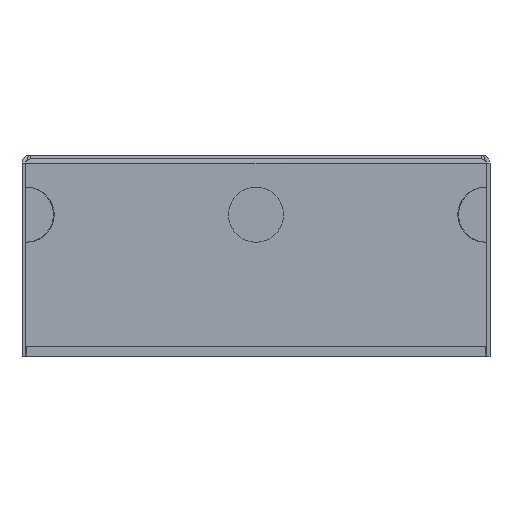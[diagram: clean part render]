
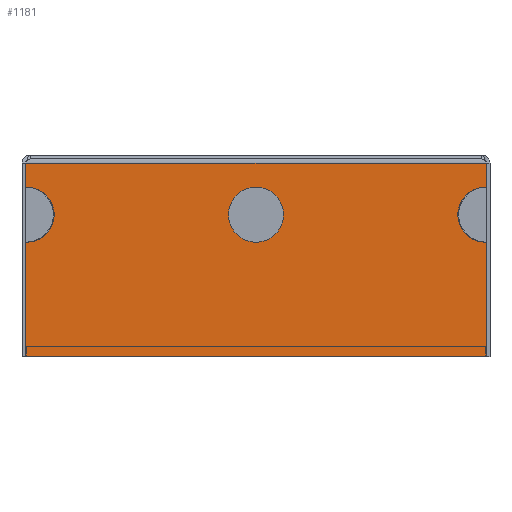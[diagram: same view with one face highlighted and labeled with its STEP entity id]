
A CAD part, front view. The second image highlights one B-rep face of the part: STEP entity #1181.
In plain terms, the highlighted planar face has unit normal (0, -1, 0).
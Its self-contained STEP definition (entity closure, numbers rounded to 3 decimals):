
#49=LINE($,#1743,#149);
#57=LINE($,#1764,#157);
#59=LINE($,#1770,#159);
#64=LINE($,#1788,#164);
#65=LINE($,#1793,#165);
#66=LINE($,#1794,#166);
#149=VECTOR($,#1428,25.);
#157=VECTOR($,#1444,5.2);
#159=VECTOR($,#1448,5.2);
#164=VECTOR($,#1467,100.329);
#165=VECTOR($,#1472,25.);
#166=VECTOR($,#1473,100.329);
#249=PLANE($,#1282);
#306=FACE_BOUND($,#415,.T.);
#307=FACE_BOUND($,#416,.T.);
#415=EDGE_LOOP($,(#822));
#416=EDGE_LOOP($,(#823,#824,#825,#826,#827,#828,#829,#830,#831,#832,#833,
#834));
#489=CIRCLE($,#1276,6.);
#491=CIRCLE($,#1281,6.);
#492=CIRCLE($,#1283,6.);
#493=CIRCLE($,#1284,6.);
#494=CIRCLE($,#1285,6.);
#495=CIRCLE($,#1286,6.);
#496=CIRCLE($,#1287,6.);
#535=VERTEX_POINT($,#1740);
#536=VERTEX_POINT($,#1742);
#539=VERTEX_POINT($,#1749);
#541=VERTEX_POINT($,#1753);
#543=VERTEX_POINT($,#1758);
#545=VERTEX_POINT($,#1762);
#547=VERTEX_POINT($,#1767);
#548=VERTEX_POINT($,#1769);
#551=VERTEX_POINT($,#1776);
#553=VERTEX_POINT($,#1780);
#554=VERTEX_POINT($,#1784);
#555=VERTEX_POINT($,#1790);
#556=VERTEX_POINT($,#1792);
#625=EDGE_CURVE($,#535,#536,#49,.T.);
#631=EDGE_CURVE($,#539,#541,#489,.T.);
#635=EDGE_CURVE($,#545,#543,#57,.T.);
#637=EDGE_CURVE($,#547,#548,#59,.T.);
#643=EDGE_CURVE($,#551,#553,#491,.T.);
#644=EDGE_CURVE($,#554,#554,#492,.T.);
#645=EDGE_CURVE($,#539,#535,#493,.T.);
#646=EDGE_CURVE($,#543,#541,#494,.T.);
#647=EDGE_CURVE($,#545,#548,#64,.T.);
#648=EDGE_CURVE($,#551,#547,#495,.T.);
#649=EDGE_CURVE($,#555,#553,#496,.T.);
#650=EDGE_CURVE($,#556,#555,#65,.T.);
#651=EDGE_CURVE($,#536,#556,#66,.T.);
#822=ORIENTED_EDGE($,*,*,#644,.F.);
#823=ORIENTED_EDGE($,*,*,#645,.F.);
#824=ORIENTED_EDGE($,*,*,#631,.T.);
#825=ORIENTED_EDGE($,*,*,#646,.F.);
#826=ORIENTED_EDGE($,*,*,#635,.F.);
#827=ORIENTED_EDGE($,*,*,#647,.T.);
#828=ORIENTED_EDGE($,*,*,#637,.F.);
#829=ORIENTED_EDGE($,*,*,#648,.F.);
#830=ORIENTED_EDGE($,*,*,#643,.T.);
#831=ORIENTED_EDGE($,*,*,#649,.F.);
#832=ORIENTED_EDGE($,*,*,#650,.F.);
#833=ORIENTED_EDGE($,*,*,#651,.F.);
#834=ORIENTED_EDGE($,*,*,#625,.F.);
#1181=ADVANCED_FACE($,(#306,#307),#249,.T.);
#1276=AXIS2_PLACEMENT_3D($,#1755,#1437,#1438);
#1281=AXIS2_PLACEMENT_3D($,#1782,#1457,#1458);
#1282=AXIS2_PLACEMENT_3D($,#1783,#1459,#1460);
#1283=AXIS2_PLACEMENT_3D($,#1785,#1461,#1462);
#1284=AXIS2_PLACEMENT_3D($,#1786,#1463,#1464);
#1285=AXIS2_PLACEMENT_3D($,#1787,#1465,#1466);
#1286=AXIS2_PLACEMENT_3D($,#1789,#1468,#1469);
#1287=AXIS2_PLACEMENT_3D($,#1791,#1470,#1471);
#1428=DIRECTION($,(0.,0.,-1.));
#1437=DIRECTION('center_axis',(0.,1.,0.));
#1438=DIRECTION('ref_axis',(1.,0.,0.));
#1444=DIRECTION($,(0.,0.,-1.));
#1448=DIRECTION($,(0.,0.,1.));
#1457=DIRECTION('center_axis',(0.,1.,0.));
#1458=DIRECTION('ref_axis',(1.,0.,0.));
#1459=DIRECTION('center_axis',(0.,-1.,0.));
#1460=DIRECTION('ref_axis',(1.,0.,0.));
#1461=DIRECTION('center_axis',(0.,-1.,0.));
#1462=DIRECTION('ref_axis',(-1.,0.,0.));
#1463=DIRECTION('center_axis',(0.,-1.,0.));
#1464=DIRECTION('ref_axis',(0.,0.,
1.));
#1465=DIRECTION('center_axis',(0.,-1.,0.));
#1466=DIRECTION('ref_axis',(0.,0.,
1.));
#1467=DIRECTION($,(-1.,0.,0.));
#1468=DIRECTION('center_axis',(0.,-1.,0.));
#1469=DIRECTION('ref_axis',(0.,0.,
-1.));
#1470=DIRECTION('center_axis',(0.,-1.,0.));
#1471=DIRECTION('ref_axis',(0.,0.,
-1.));
#1472=DIRECTION($,(0.,0.,1.));
#1473=DIRECTION($,(-1.,0.,0.));
#1740=CARTESIAN_POINT('',(50.165,-249.5,24.8));
#1742=CARTESIAN_POINT('',(50.165,-249.5,-0.2));
#1743=CARTESIAN_POINT($,(50.165,-249.5,42.));
#1749=CARTESIAN_POINT('',(50.082,-249.5,24.801));
#1753=CARTESIAN_POINT('',(50.082,-249.5,36.799));
#1755=CARTESIAN_POINT('Origin',(50.,-249.5,30.8));
#1758=CARTESIAN_POINT('',(50.165,-249.5,36.8));
#1762=CARTESIAN_POINT('',(50.165,-249.5,42.));
#1764=CARTESIAN_POINT($,(50.165,-249.5,42.));
#1767=CARTESIAN_POINT('',(-50.165,-249.5,36.8));
#1769=CARTESIAN_POINT('',(-50.165,-249.5,42.));
#1770=CARTESIAN_POINT($,(-50.165,-249.5,42.));
#1776=CARTESIAN_POINT('',(-50.082,-249.5,36.799));
#1780=CARTESIAN_POINT('',(-50.082,-249.5,24.801));
#1782=CARTESIAN_POINT('Origin',(-50.,-249.5,30.8));
#1783=CARTESIAN_POINT('Origin',(0.,-249.5,21.608));
#1784=CARTESIAN_POINT('',(6.,-249.5,30.8));
#1785=CARTESIAN_POINT('Origin',(0.,-249.5,30.8));
#1786=CARTESIAN_POINT('Origin',(50.165,-249.5,30.8));
#1787=CARTESIAN_POINT('Origin',(50.165,-249.5,30.8));
#1788=CARTESIAN_POINT($,(0.,-249.5,42.));
#1789=CARTESIAN_POINT('Origin',(-50.165,-249.5,30.8));
#1790=CARTESIAN_POINT('',(-50.165,-249.5,24.8));
#1791=CARTESIAN_POINT('Origin',(-50.165,-249.5,30.8));
#1792=CARTESIAN_POINT('',(-50.165,-249.5,-0.2));
#1793=CARTESIAN_POINT($,(-50.165,-249.5,42.));
#1794=CARTESIAN_POINT($,(50.165,-249.5,-0.2));
